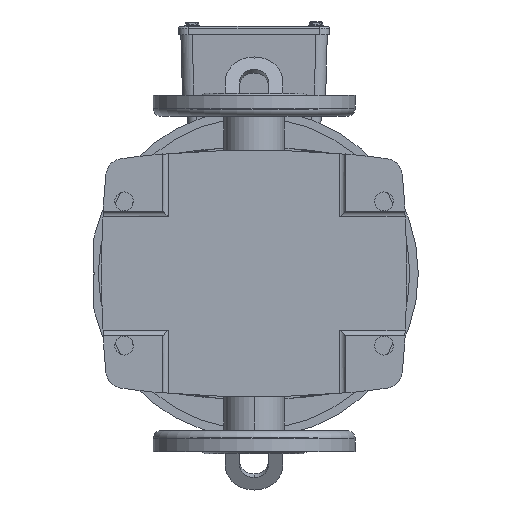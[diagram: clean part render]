
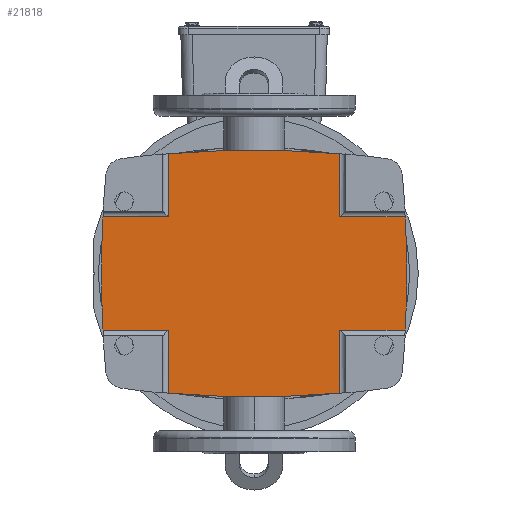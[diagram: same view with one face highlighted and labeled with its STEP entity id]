
A CAD part, front view. The second image highlights one B-rep face of the part: STEP entity #21818.
In plain terms, the highlighted planar face has unit normal (0, -1, 0).
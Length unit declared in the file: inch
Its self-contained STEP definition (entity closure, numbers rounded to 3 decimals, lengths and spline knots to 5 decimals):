
#164 = AXIS2_PLACEMENT_3D ( 'NONE', #53239, #42287, #36037 ) ;
#505 = ORIENTED_EDGE ( 'NONE', *, *, #17778, .F. ) ;
#591 = VERTEX_POINT ( 'NONE', #18610 ) ;
#1335 = VECTOR ( 'NONE', #67188, 39.37008 ) ;
#1678 = VERTEX_POINT ( 'NONE', #46524 ) ;
#3511 = DIRECTION ( 'NONE',  ( 0., 0., 1. ) ) ;
#3760 = DIRECTION ( 'NONE',  ( 0., -1., 0. ) ) ;
#3866 = ORIENTED_EDGE ( 'NONE', *, *, #26211, .T. ) ;
#5091 = CARTESIAN_POINT ( 'NONE',  ( 3.26434, 0.19685, -2.33625 ) ) ;
#5374 = VERTEX_POINT ( 'NONE', #56337 ) ;
#6463 = DIRECTION ( 'NONE',  ( 0., 1., 0. ) ) ;
#6561 = EDGE_CURVE ( 'NONE', #38470, #68705, #39552, .T. ) ;
#6780 = CIRCLE ( 'NONE', #24271, 27.26527 ) ;
#6929 = VECTOR ( 'NONE', #36186, 39.37008 ) ;
#6970 = CARTESIAN_POINT ( 'NONE',  ( 1.54265, 0.19685, 2.33625 ) ) ;
#7222 = VERTEX_POINT ( 'NONE', #20294 ) ;
#7617 = VERTEX_POINT ( 'NONE', #42823 ) ;
#7762 = EDGE_CURVE ( 'NONE', #38470, #591, #19794, .T. ) ;
#8196 = CARTESIAN_POINT ( 'NONE',  ( -1.54265, 0.19685, -4.59646 ) ) ;
#8480 = ORIENTED_EDGE ( 'NONE', *, *, #22404, .F. ) ;
#8861 = CARTESIAN_POINT ( 'NONE',  ( -3.26434, 0.19685, -2.33625 ) ) ;
#9260 = DIRECTION ( 'NONE',  ( 0., -1., 0. ) ) ;
#10232 = AXIS2_PLACEMENT_3D ( 'NONE', #72477, #6463, #36752 ) ;
#10360 = EDGE_CURVE ( 'NONE', #29321, #42609, #33542, .T. ) ;
#10979 = EDGE_CURVE ( 'NONE', #29321, #5374, #60578, .T. ) ;
#11896 = CARTESIAN_POINT ( 'NONE',  ( -1.54265, 0.19685, -4.59646 ) ) ;
#13376 = DIRECTION ( 'NONE',  ( 0., 0., 1. ) ) ;
#13493 = LINE ( 'NONE', #11896, #6929 ) ;
#14674 = CARTESIAN_POINT ( 'NONE',  ( 1.54265, 0.19685, -4.11924 ) ) ;
#15255 = DIRECTION ( 'NONE',  ( 0., 0., 1. ) ) ;
#16159 = CARTESIAN_POINT ( 'NONE',  ( -1.54265, 0.19685, -2.33625 ) ) ;
#16378 = AXIS2_PLACEMENT_3D ( 'NONE', #29599, #23331, #29091 ) ;
#16965 = AXIS2_PLACEMENT_3D ( 'NONE', #63817, #9260, #15255 ) ;
#17233 = DIRECTION ( 'NONE',  ( 0., 1., 0. ) ) ;
#17249 = LINE ( 'NONE', #8196, #1335 ) ;
#17778 = EDGE_CURVE ( 'NONE', #42609, #1678, #42695, .T. ) ;
#18610 = CARTESIAN_POINT ( 'NONE',  ( 3.26434, 0.19685, 2.33625 ) ) ;
#19794 = LINE ( 'NONE', #31598, #33814 ) ;
#20294 = CARTESIAN_POINT ( 'NONE',  ( -3.26434, 0.19685, 2.33625 ) ) ;
#20371 = DIRECTION ( 'NONE',  ( 1., 0., 0. ) ) ;
#21425 = CARTESIAN_POINT ( 'NONE',  ( 0., 0.19685, -4.16291 ) ) ;
#21818 = ADVANCED_FACE ( 'NONE', ( #38733 ), #52959, .F. ) ;
#22404 = EDGE_CURVE ( 'NONE', #7222, #52983, #62790, .T. ) ;
#22872 = DIRECTION ( 'NONE',  ( 0., 0., 1. ) ) ;
#23124 = ORIENTED_EDGE ( 'NONE', *, *, #10979, .T. ) ;
#23331 = DIRECTION ( 'NONE',  ( 0., -1., 0. ) ) ;
#24271 = AXIS2_PLACEMENT_3D ( 'NONE', #40057, #3760, #3511 ) ;
#24829 = VERTEX_POINT ( 'NONE', #5091 ) ;
#25314 = EDGE_CURVE ( 'NONE', #68705, #7617, #35389, .T. ) ;
#26211 = EDGE_CURVE ( 'NONE', #7222, #49183, #55753, .T. ) ;
#27009 = DIRECTION ( 'NONE',  ( 0., 0., 1. ) ) ;
#27518 = CARTESIAN_POINT ( 'NONE',  ( 1.54265, 0.19685, -4.59646 ) ) ;
#28396 = EDGE_CURVE ( 'NONE', #5374, #24829, #31303, .T. ) ;
#28647 = DIRECTION ( 'NONE',  ( 0., 1., 0. ) ) ;
#28834 = CIRCLE ( 'NONE', #164, 26.47079 ) ;
#29091 = DIRECTION ( 'NONE',  ( 0., 0., 1. ) ) ;
#29321 = VERTEX_POINT ( 'NONE', #14674 ) ;
#29599 = CARTESIAN_POINT ( 'NONE',  ( 0., 0.19685, -23.10236 ) ) ;
#31303 = LINE ( 'NONE', #69130, #50908 ) ;
#31562 = VECTOR ( 'NONE', #27009, 39.37008 ) ;
#31598 = CARTESIAN_POINT ( 'NONE',  ( -4.59646, 0.19685, 2.33625 ) ) ;
#31643 = EDGE_CURVE ( 'NONE', #1678, #76967, #13493, .T. ) ;
#32364 = CARTESIAN_POINT ( 'NONE',  ( 1.54265, 0.19685, 4.11924 ) ) ;
#32373 = ORIENTED_EDGE ( 'NONE', *, *, #37805, .T. ) ;
#33245 = EDGE_CURVE ( 'NONE', #7617, #39622, #6780, .T. ) ;
#33542 = CIRCLE ( 'NONE', #38959, 27.26527 ) ;
#33814 = VECTOR ( 'NONE', #20371, 39.37008 ) ;
#35389 = CIRCLE ( 'NONE', #16378, 27.26527 ) ;
#36037 = DIRECTION ( 'NONE',  ( 0., 0., 1. ) ) ;
#36186 = DIRECTION ( 'NONE',  ( 0., 0., 1. ) ) ;
#36623 = VECTOR ( 'NONE', #49639, 39.37008 ) ;
#36752 = DIRECTION ( 'NONE',  ( 0., 0., 1. ) ) ;
#36851 = ORIENTED_EDGE ( 'NONE', *, *, #31643, .F. ) ;
#36876 = ORIENTED_EDGE ( 'NONE', *, *, #33245, .T. ) ;
#37066 = ORIENTED_EDGE ( 'NONE', *, *, #49088, .F. ) ;
#37805 = EDGE_CURVE ( 'NONE', #49183, #76967, #45515, .T. ) ;
#38470 = VERTEX_POINT ( 'NONE', #6970 ) ;
#38733 = FACE_OUTER_BOUND ( 'NONE', #41061, .T. ) ;
#38959 = AXIS2_PLACEMENT_3D ( 'NONE', #64392, #28647, #22872 ) ;
#39395 = DIRECTION ( 'NONE',  ( 1., 0., 0. ) ) ;
#39552 = LINE ( 'NONE', #49160, #73132 ) ;
#39622 = VERTEX_POINT ( 'NONE', #49736 ) ;
#40057 = CARTESIAN_POINT ( 'NONE',  ( 0., 0.19685, -23.10236 ) ) ;
#41061 = EDGE_LOOP ( 'NONE', ( #55925, #8480, #3866, #32373, #36851, #505, #71563, #23124, #69665, #37066, #64198, #66662, #68897, #36876 ) ) ;
#41808 = CARTESIAN_POINT ( 'NONE',  ( -1.54265, 0.19685, 2.33625 ) ) ;
#42287 = DIRECTION ( 'NONE',  ( 0., 1., 0. ) ) ;
#42609 = VERTEX_POINT ( 'NONE', #21425 ) ;
#42695 = CIRCLE ( 'NONE', #10232, 27.26527 ) ;
#42823 = CARTESIAN_POINT ( 'NONE',  ( 0., 0.19685, 4.16291 ) ) ;
#45515 = LINE ( 'NONE', #54287, #75360 ) ;
#46524 = CARTESIAN_POINT ( 'NONE',  ( -1.54265, 0.19685, -4.11924 ) ) ;
#49088 = EDGE_CURVE ( 'NONE', #591, #24829, #28834, .T. ) ;
#49160 = CARTESIAN_POINT ( 'NONE',  ( 1.54265, 0.19685, -4.59646 ) ) ;
#49183 = VERTEX_POINT ( 'NONE', #8861 ) ;
#49639 = DIRECTION ( 'NONE',  ( 1., 0., 0. ) ) ;
#49736 = CARTESIAN_POINT ( 'NONE',  ( -1.54265, 0.19685, 4.11924 ) ) ;
#50908 = VECTOR ( 'NONE', #39395, 39.37008 ) ;
#52959 = PLANE ( 'NONE',  #61263 ) ;
#52983 = VERTEX_POINT ( 'NONE', #41808 ) ;
#53239 = CARTESIAN_POINT ( 'NONE',  ( -23.10315, 0.19685, 0. ) ) ;
#54287 = CARTESIAN_POINT ( 'NONE',  ( -4.59646, 0.19685, -2.33625 ) ) ;
#54773 = DIRECTION ( 'NONE',  ( 0., 0., 1. ) ) ;
#55753 = CIRCLE ( 'NONE', #16965, 26.47079 ) ;
#55925 = ORIENTED_EDGE ( 'NONE', *, *, #61138, .F. ) ;
#56337 = CARTESIAN_POINT ( 'NONE',  ( 1.54265, 0.19685, -2.33625 ) ) ;
#60578 = LINE ( 'NONE', #27518, #31562 ) ;
#61138 = EDGE_CURVE ( 'NONE', #52983, #39622, #17249, .T. ) ;
#61263 = AXIS2_PLACEMENT_3D ( 'NONE', #65501, #17233, #54773 ) ;
#62790 = LINE ( 'NONE', #67891, #36623 ) ;
#63817 = CARTESIAN_POINT ( 'NONE',  ( 23.10315, 0.19685, 0. ) ) ;
#64198 = ORIENTED_EDGE ( 'NONE', *, *, #7762, .F. ) ;
#64392 = CARTESIAN_POINT ( 'NONE',  ( 0., 0.19685, 23.10236 ) ) ;
#65501 = CARTESIAN_POINT ( 'NONE',  ( -1.54265, 0.19685, -4.59646 ) ) ;
#66662 = ORIENTED_EDGE ( 'NONE', *, *, #6561, .T. ) ;
#67188 = DIRECTION ( 'NONE',  ( 0., 0., 1. ) ) ;
#67891 = CARTESIAN_POINT ( 'NONE',  ( -4.59646, 0.19685, 2.33625 ) ) ;
#68705 = VERTEX_POINT ( 'NONE', #32364 ) ;
#68897 = ORIENTED_EDGE ( 'NONE', *, *, #25314, .T. ) ;
#69130 = CARTESIAN_POINT ( 'NONE',  ( -4.59646, 0.19685, -2.33625 ) ) ;
#69665 = ORIENTED_EDGE ( 'NONE', *, *, #28396, .T. ) ;
#71563 = ORIENTED_EDGE ( 'NONE', *, *, #10360, .F. ) ;
#72477 = CARTESIAN_POINT ( 'NONE',  ( 0., 0.19685, 23.10236 ) ) ;
#72822 = DIRECTION ( 'NONE',  ( 1., 0., 0. ) ) ;
#73132 = VECTOR ( 'NONE', #13376, 39.37008 ) ;
#75360 = VECTOR ( 'NONE', #72822, 39.37008 ) ;
#76967 = VERTEX_POINT ( 'NONE', #16159 ) ;
